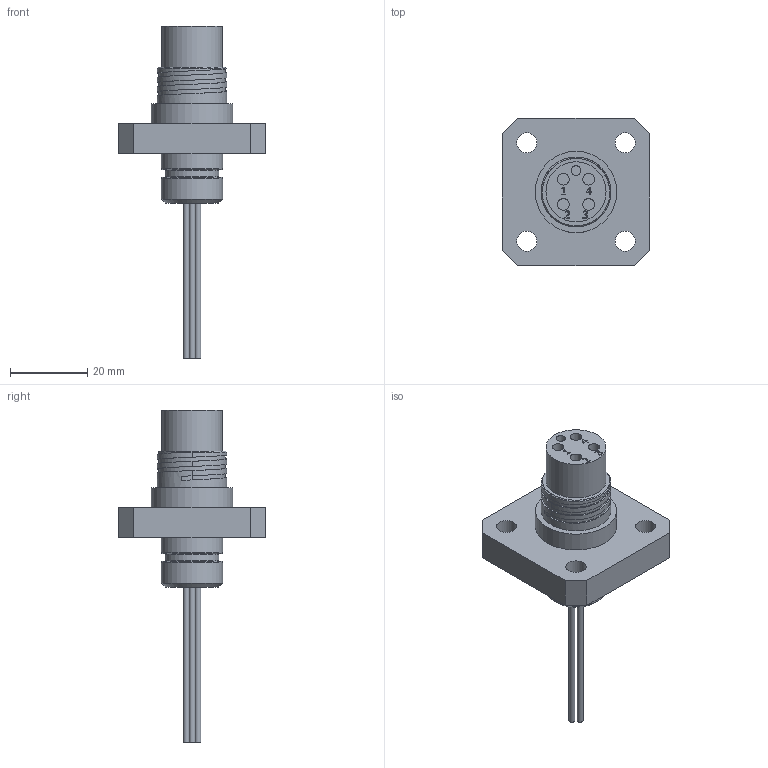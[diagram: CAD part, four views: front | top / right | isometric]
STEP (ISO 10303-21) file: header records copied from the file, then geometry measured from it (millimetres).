
FILE_DESCRIPTION(/* description */ (''),/* implementation_level */ '2;1');
FILE_NAME(/* name */ 'FCR1504F-G2.stp',/* time_stamp */ '2014-11-25T08:46:13+01:00',/* author */ ('sh'),/* organization */ (''),/* preprocessor_version */ 'ST-DEVELOPER v15.2',/* originating_system */ 'Autodesk Inventor 2014',/* authorisation */ '');
FILE_SCHEMA (('AUTOMOTIVE_DESIGN { 1 0 10303 214 3 1 1 }'));
Length unit declared in the file: millimetre
Products named in the file (1): FCR1504F-G2
Bounding box: 38.1 x 38.1 x 85.7 mm (x, y, z)
Volume: 18313.6 mm3; surface area: 8060.2 mm2
Topology: 1 solids, 1 shells, 140 faces, 343 edges, 227 vertices
Faces by surface type: plane 72, bspline 36, cylinder 25, torus 5, cone 2
Full cylindrical faces by diameter (mm): 1.5 x4, 2.5 x1, 3 x4, 5.2 x4, 13.9 x1, 15.5 x1, 15.9 x2, 18 x3, 20 x1, 21 x1, 26.5 x1
Entity records: 4712 total; most frequent: CARTESIAN_POINT 1746, ORIENTED_EDGE 604, DIRECTION 484, EDGE_CURVE 302, VERTEX_POINT 216, EDGE_LOOP 194, LINE 180, VECTOR 180
